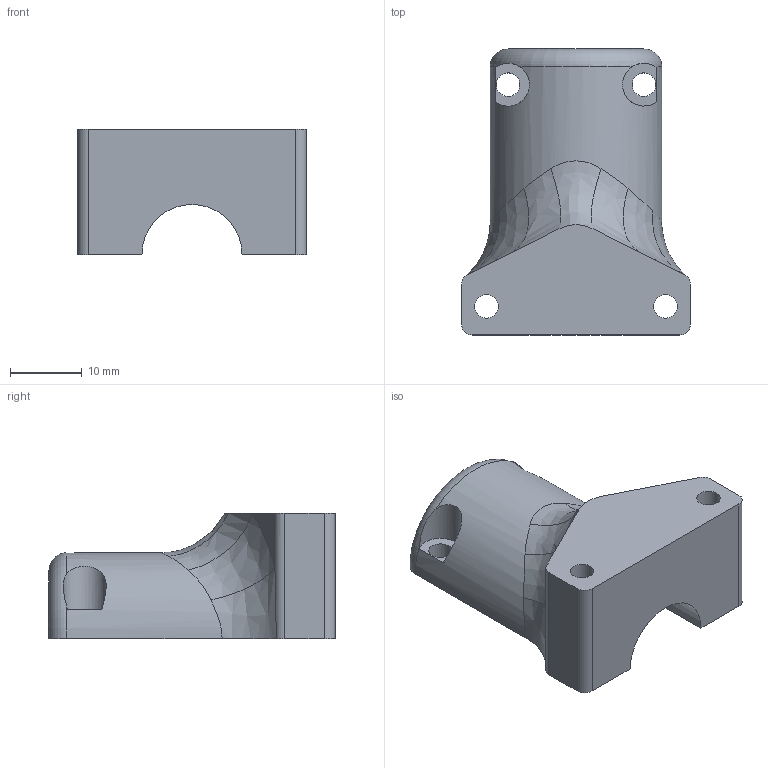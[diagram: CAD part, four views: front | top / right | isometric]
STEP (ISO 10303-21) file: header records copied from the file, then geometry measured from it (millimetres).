
FILE_DESCRIPTION(/* description */ (''),/* implementation_level */ '2;1');
FILE_NAME(/* name */ 'RA-01a_RotorArmClampUpper.step',/* time_stamp */ '2026-02-13T12:44:23+01:00',/* author */ (''),/* organization */ (''),/* preprocessor_version */ 'ST-DEVELOPER v20.1',/* originating_system */ 'Autodesk Translation Framework v14.24.0.0',/* authorisation */ '');
FILE_SCHEMA (('AUTOMOTIVE_DESIGN { 1 0 10303 214 3 1 1 }'));
Length unit declared in the file: millimetre
Products named in the file (1): RA-01a_RotorArmClampUpper
Bounding box: 32 x 40 x 17.5 mm (x, y, z)
Volume: 9445.7 mm3; surface area: 4396.9 mm2
Topology: 1 solids, 1 shells, 31 faces, 83 edges, 54 vertices
Faces by surface type: cylinder 12, plane 11, bspline 7, torus 1
Full cylindrical faces by diameter (mm): 3.3 x4
Entity records: 1241 total; most frequent: CARTESIAN_POINT 423, ORIENTED_EDGE 166, DIRECTION 155, EDGE_CURVE 83, AXIS2_PLACEMENT_3D 62, VERTEX_POINT 54, EDGE_LOOP 39, CIRCLE 33
